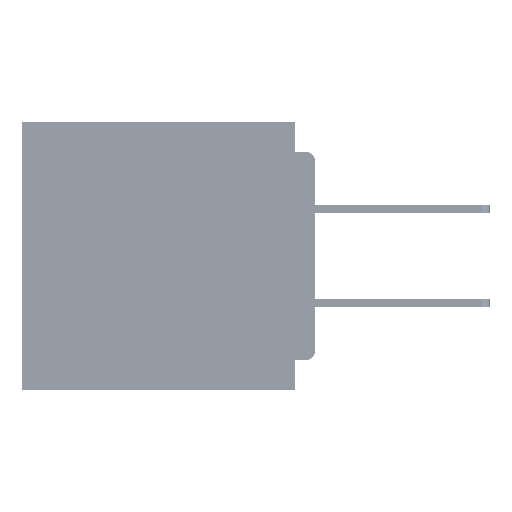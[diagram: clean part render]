
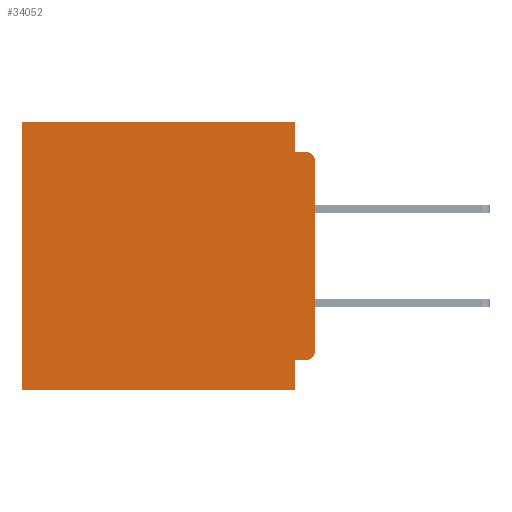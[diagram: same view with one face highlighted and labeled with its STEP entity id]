
A CAD part, left-side view. The second image highlights one B-rep face of the part: STEP entity #34052.
In plain terms, the highlighted planar face has unit normal (-1, 0, 0).
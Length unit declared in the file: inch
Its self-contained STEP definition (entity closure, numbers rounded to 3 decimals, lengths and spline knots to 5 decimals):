
#1573 = EDGE_CURVE ( 'NONE', #57094, #19232, #36631, .T. ) ;
#2249 = EDGE_CURVE ( 'NONE', #26476, #46883, #28894, .T. ) ;
#2920 = VECTOR ( 'NONE', #4438, 39.37008 ) ;
#3273 = VERTEX_POINT ( 'NONE', #16088 ) ;
#4125 = CARTESIAN_POINT ( 'NONE',  ( 0.3, 0.031, -0.4 ) ) ;
#4376 = LINE ( 'NONE', #43148, #44185 ) ;
#4438 = DIRECTION ( 'NONE',  ( 0., 0., -1. ) ) ;
#4632 = CARTESIAN_POINT ( 'NONE',  ( 0.3, 0., -0.06 ) ) ;
#4833 = CARTESIAN_POINT ( 'NONE',  ( 0.3, 0.031, -0.4 ) ) ;
#6654 = EDGE_CURVE ( 'NONE', #17379, #52396, #38804, .T. ) ;
#7809 = VECTOR ( 'NONE', #40682, 39.37008 ) ;
#9565 = DIRECTION ( 'NONE',  ( -1., 0., 0. ) ) ;
#9951 = VECTOR ( 'NONE', #40810, 39.37008 ) ;
#10464 = DIRECTION ( 'NONE',  ( -1., 0., 0. ) ) ;
#11798 = ORIENTED_EDGE ( 'NONE', *, *, #1573, .F. ) ;
#12044 = EDGE_CURVE ( 'NONE', #26476, #19232, #30708, .T. ) ;
#12099 = DIRECTION ( 'NONE',  ( 0., -1., 0. ) ) ;
#12208 = EDGE_CURVE ( 'NONE', #22838, #3273, #4376, .T. ) ;
#13584 = LINE ( 'NONE', #45675, #40745 ) ;
#14073 = CIRCLE ( 'NONE', #60079, 0.015 ) ;
#14410 = VECTOR ( 'NONE', #68123, 39.37008 ) ;
#14726 = FACE_OUTER_BOUND ( 'NONE', #52143, .T. ) ;
#15059 = AXIS2_PLACEMENT_3D ( 'NONE', #42008, #9565, #47392 ) ;
#15310 = CARTESIAN_POINT ( 'NONE',  ( 0.3, 0.437, -0.4 ) ) ;
#16062 = EDGE_CURVE ( 'NONE', #17379, #28235, #13584, .T. ) ;
#16088 = CARTESIAN_POINT ( 'NONE',  ( 0.3, 0.437, -0.4 ) ) ;
#17379 = VERTEX_POINT ( 'NONE', #36279 ) ;
#17416 = PLANE ( 'NONE',  #21713 ) ;
#19232 = VERTEX_POINT ( 'NONE', #58325 ) ;
#19870 = CARTESIAN_POINT ( 'NONE',  ( 0.3, 0.031, -0.355 ) ) ;
#20729 = VECTOR ( 'NONE', #12099, 39.37008 ) ;
#21643 = ORIENTED_EDGE ( 'NONE', *, *, #48313, .T. ) ;
#21713 = AXIS2_PLACEMENT_3D ( 'NONE', #39040, #60577, #28366 ) ;
#22838 = VERTEX_POINT ( 'NONE', #4833 ) ;
#25065 = CARTESIAN_POINT ( 'NONE',  ( 0.3, 0.015, -0.355 ) ) ;
#26476 = VERTEX_POINT ( 'NONE', #25065 ) ;
#26559 = ORIENTED_EDGE ( 'NONE', *, *, #12208, .F. ) ;
#28235 = VERTEX_POINT ( 'NONE', #40958 ) ;
#28366 = DIRECTION ( 'NONE',  ( 0., 0., -1. ) ) ;
#28894 = LINE ( 'NONE', #32737, #14410 ) ;
#29124 = ORIENTED_EDGE ( 'NONE', *, *, #6654, .F. ) ;
#30295 = ORIENTED_EDGE ( 'NONE', *, *, #46617, .F. ) ;
#30708 = CIRCLE ( 'NONE', #15059, 0.015 ) ;
#31557 = ORIENTED_EDGE ( 'NONE', *, *, #16062, .T. ) ;
#32737 = CARTESIAN_POINT ( 'NONE',  ( 0.3, 0., -0.355 ) ) ;
#33810 = EDGE_CURVE ( 'NONE', #28235, #3273, #46141, .T. ) ;
#34052 = ADVANCED_FACE ( 'NONE', ( #14726 ), #17416, .F. ) ;
#34422 = EDGE_CURVE ( 'NONE', #46883, #22838, #62784, .T. ) ;
#34946 = ORIENTED_EDGE ( 'NONE', *, *, #12044, .T. ) ;
#36279 = CARTESIAN_POINT ( 'NONE',  ( 0.3, 0.031, 0. ) ) ;
#36613 = DIRECTION ( 'NONE',  ( 0., 0., -1. ) ) ;
#36631 = LINE ( 'NONE', #46509, #7809 ) ;
#37780 = DIRECTION ( 'NONE',  ( 0., 1., 0. ) ) ;
#38804 = LINE ( 'NONE', #67515, #9951 ) ;
#39040 = CARTESIAN_POINT ( 'NONE',  ( 0.3, 0., -0.4 ) ) ;
#39161 = CARTESIAN_POINT ( 'NONE',  ( 0.3, 0., -0.045 ) ) ;
#40682 = DIRECTION ( 'NONE',  ( 0., 0., -1. ) ) ;
#40745 = VECTOR ( 'NONE', #51095, 39.37008 ) ;
#40810 = DIRECTION ( 'NONE',  ( 0., 0., -1. ) ) ;
#40958 = CARTESIAN_POINT ( 'NONE',  ( 0.3, 0.437, 0. ) ) ;
#42008 = CARTESIAN_POINT ( 'NONE',  ( 0.3, 0.015, -0.34 ) ) ;
#42590 = VERTEX_POINT ( 'NONE', #49686 ) ;
#42874 = CARTESIAN_POINT ( 'NONE',  ( 0.3, 0.015, -0.06 ) ) ;
#43148 = CARTESIAN_POINT ( 'NONE',  ( 0.3, 0., -0.4 ) ) ;
#44185 = VECTOR ( 'NONE', #37780, 39.37008 ) ;
#45675 = CARTESIAN_POINT ( 'NONE',  ( 0.3, 0., 0. ) ) ;
#46141 = LINE ( 'NONE', #15310, #2920 ) ;
#46509 = CARTESIAN_POINT ( 'NONE',  ( 0.3, 0., -0.4 ) ) ;
#46617 = EDGE_CURVE ( 'NONE', #52396, #42590, #63722, .T. ) ;
#46883 = VERTEX_POINT ( 'NONE', #19870 ) ;
#47392 = DIRECTION ( 'NONE',  ( 0., 0., -1. ) ) ;
#48291 = DIRECTION ( 'NONE',  ( 0., 0., -1. ) ) ;
#48313 = EDGE_CURVE ( 'NONE', #57094, #42590, #14073, .T. ) ;
#49568 = ORIENTED_EDGE ( 'NONE', *, *, #2249, .F. ) ;
#49686 = CARTESIAN_POINT ( 'NONE',  ( 0.3, 0.015, -0.045 ) ) ;
#50065 = ORIENTED_EDGE ( 'NONE', *, *, #34422, .F. ) ;
#50256 = VECTOR ( 'NONE', #36613, 39.37008 ) ;
#51095 = DIRECTION ( 'NONE',  ( 0., 1., 0. ) ) ;
#52143 = EDGE_LOOP ( 'NONE', ( #11798, #21643, #30295, #29124, #31557, #65246, #26559, #50065, #49568, #34946 ) ) ;
#52396 = VERTEX_POINT ( 'NONE', #56844 ) ;
#56844 = CARTESIAN_POINT ( 'NONE',  ( 0.3, 0.031, -0.045 ) ) ;
#57094 = VERTEX_POINT ( 'NONE', #4632 ) ;
#58325 = CARTESIAN_POINT ( 'NONE',  ( 0.3, 0., -0.34 ) ) ;
#60079 = AXIS2_PLACEMENT_3D ( 'NONE', #42874, #10464, #48291 ) ;
#60577 = DIRECTION ( 'NONE',  ( 1., 0., 0. ) ) ;
#62784 = LINE ( 'NONE', #4125, #50256 ) ;
#63722 = LINE ( 'NONE', #39161, #20729 ) ;
#65246 = ORIENTED_EDGE ( 'NONE', *, *, #33810, .T. ) ;
#67515 = CARTESIAN_POINT ( 'NONE',  ( 0.3, 0.031, 0. ) ) ;
#68123 = DIRECTION ( 'NONE',  ( 0., 1., 0. ) ) ;
